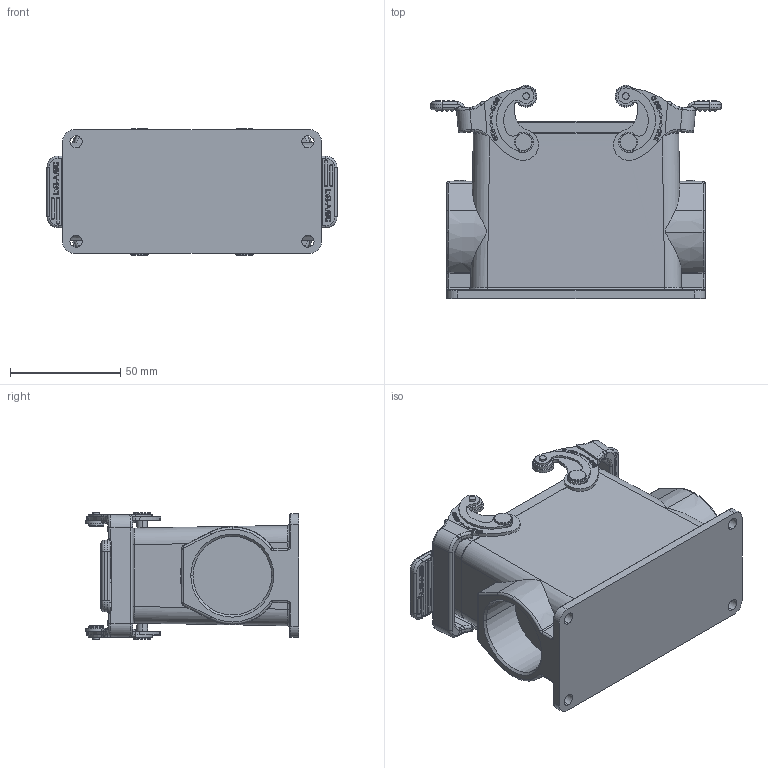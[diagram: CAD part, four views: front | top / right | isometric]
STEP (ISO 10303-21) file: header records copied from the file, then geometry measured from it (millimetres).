
FILE_DESCRIPTION(/* description */ (''),/* implementation_level */ '2;1');
FILE_NAME(/* name */ '3D_1120162415011_H16B-MSFH-2L_SC-PG21_V1.0.stp',/* time_stamp */ '2024-03-19T16:42:10+08:00',/* author */ (''),/* organization */ (''),/* preprocessor_version */ 'ST-DEVELOPER v18.1',/* originating_system */ 'SIEMENS PLM Software NX 1980',/* authorisation */ '');
FILE_SCHEMA (('AP203_CONFIGURATION_CONTROLLED_3D_DESIGN_OF_MECHANICAL_PARTS_AND_ASSEMBLIES_MIM_LF { 1 0 10303 203 3 1 4 }'));
Products named in the file (1): 3D_1110162415005_H16B-MSFH-2L_SC-M40_V1.0 - 副本_
stp
Bounding box: 131.4 x 96.5 x 57.5 mm (x, y, z)
Volume: 168843.6 mm3; surface area: 69309.5 mm2
Topology: 1 solids, 1 shells, 1479 faces, 3999 edges, 2635 vertices
Faces by surface type: plane 698, cylinder 459, torus 106, extrusion 83, bspline 50, cone 45, sphere 38
Full cylindrical faces by diameter (mm): 24 x1
Entity records: 62360 total; most frequent: CARTESIAN_POINT 18760, ORIENTED_EDGE 7904, DIRECTION 6792, EDGE_CURVE 3952, VERTEX_POINT 2634, AXIS2_PLACEMENT_3D 2414, VECTOR 1964, LINE 1881
